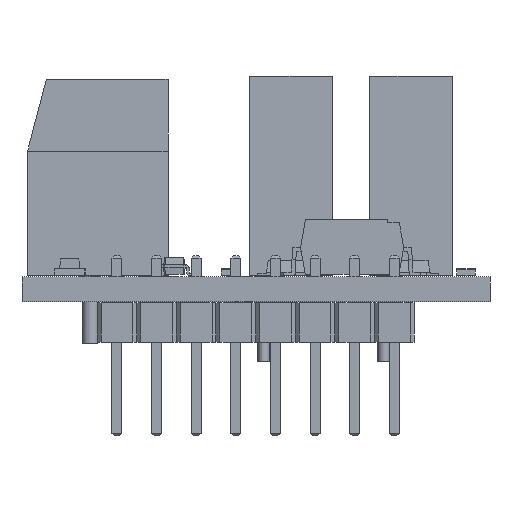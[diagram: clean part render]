
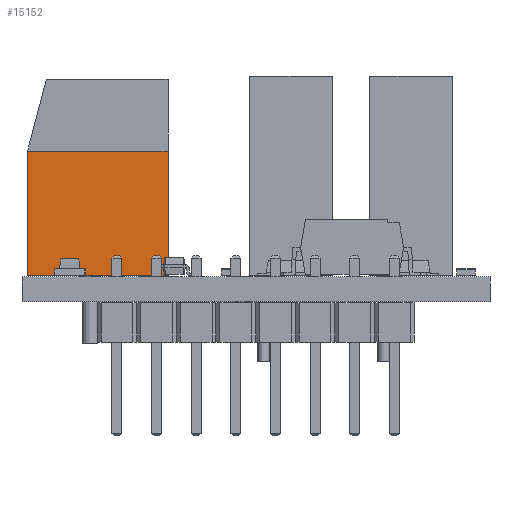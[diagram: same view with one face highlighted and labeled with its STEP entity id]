
A CAD part, front view. The second image highlights one B-rep face of the part: STEP entity #15152.
In plain terms, the highlighted face is planar.
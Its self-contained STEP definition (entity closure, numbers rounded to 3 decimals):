
#13072 = VERTEX_POINT('',#13073);
#13073 = CARTESIAN_POINT('',(5.,-4.,8.));
#13089 = PLANE('',#13090);
#13090 = AXIS2_PLACEMENT_3D('',#13091,#13092,#13093);
#13091 = CARTESIAN_POINT('',(5.,5.,8.));
#13092 = DIRECTION('',(1.,0.,0.));
#13093 = DIRECTION('',(0.,-1.,0.));
#13137 = PLANE('',#13138);
#13138 = AXIS2_PLACEMENT_3D('',#13139,#13140,#13141);
#13139 = CARTESIAN_POINT('',(5.,-4.,0.));
#13140 = DIRECTION('',(0.,-1.,0.));
#13141 = DIRECTION('',(-1.,0.,0.));
#13241 = PLANE('',#13242);
#13242 = AXIS2_PLACEMENT_3D('',#13243,#13244,#13245);
#13243 = CARTESIAN_POINT('',(-5.,5.,0.));
#13244 = DIRECTION('',(0.,1.,0.));
#13245 = DIRECTION('',(1.,0.,0.));
#13267 = PLANE('',#13268);
#13268 = AXIS2_PLACEMENT_3D('',#13269,#13270,#13271);
#13269 = CARTESIAN_POINT('',(0.,0.5,0.));
#13270 = DIRECTION('',(-0.,-0.,-1.));
#13271 = DIRECTION('',(-1.,0.,0.));
#13474 = VERTEX_POINT('',#13475);
#13475 = CARTESIAN_POINT('',(5.,5.,8.));
#13521 = EDGE_CURVE('',#13474,#13072,#13522,.T.);
#13522 = SURFACE_CURVE('',#13523,(#13527,#13534),.PCURVE_S1.);
#13523 = LINE('',#13524,#13525);
#13524 = CARTESIAN_POINT('',(5.,5.,8.));
#13525 = VECTOR('',#13526,1.);
#13526 = DIRECTION('',(0.,-1.,0.));
#13527 = PCURVE('',#13089,#13528);
#13528 = DEFINITIONAL_REPRESENTATION('',(#13529),#13533);
#13529 = LINE('',#13530,#13531);
#13530 = CARTESIAN_POINT('',(0.,0.));
#13531 = VECTOR('',#13532,1.);
#13532 = DIRECTION('',(1.,0.));
#13533 = ( GEOMETRIC_REPRESENTATION_CONTEXT(2) 
PARAMETRIC_REPRESENTATION_CONTEXT() REPRESENTATION_CONTEXT('2D SPACE',''
  ) );
#13534 = PCURVE('',#13535,#13540);
#13535 = PLANE('',#13536);
#13536 = AXIS2_PLACEMENT_3D('',#13537,#13538,#13539);
#13537 = CARTESIAN_POINT('',(5.,5.,0.));
#13538 = DIRECTION('',(1.,0.,0.));
#13539 = DIRECTION('',(0.,-1.,0.));
#13540 = DEFINITIONAL_REPRESENTATION('',(#13541),#13545);
#13541 = LINE('',#13542,#13543);
#13542 = CARTESIAN_POINT('',(0.,-8.));
#13543 = VECTOR('',#13544,1.);
#13544 = DIRECTION('',(1.,0.));
#13545 = ( GEOMETRIC_REPRESENTATION_CONTEXT(2) 
PARAMETRIC_REPRESENTATION_CONTEXT() REPRESENTATION_CONTEXT('2D SPACE',''
  ) );
#13554 = VERTEX_POINT('',#13555);
#13555 = CARTESIAN_POINT('',(5.,-4.,0.));
#13578 = EDGE_CURVE('',#13554,#13072,#13579,.T.);
#13579 = SURFACE_CURVE('',#13580,(#13584,#13591),.PCURVE_S1.);
#13580 = LINE('',#13581,#13582);
#13581 = CARTESIAN_POINT('',(5.,-4.,0.));
#13582 = VECTOR('',#13583,1.);
#13583 = DIRECTION('',(0.,0.,1.));
#13584 = PCURVE('',#13137,#13585);
#13585 = DEFINITIONAL_REPRESENTATION('',(#13586),#13590);
#13586 = LINE('',#13587,#13588);
#13587 = CARTESIAN_POINT('',(0.,-0.));
#13588 = VECTOR('',#13589,1.);
#13589 = DIRECTION('',(0.,-1.));
#13590 = ( GEOMETRIC_REPRESENTATION_CONTEXT(2) 
PARAMETRIC_REPRESENTATION_CONTEXT() REPRESENTATION_CONTEXT('2D SPACE',''
  ) );
#13591 = PCURVE('',#13535,#13592);
#13592 = DEFINITIONAL_REPRESENTATION('',(#13593),#13597);
#13593 = LINE('',#13594,#13595);
#13594 = CARTESIAN_POINT('',(9.,0.));
#13595 = VECTOR('',#13596,1.);
#13596 = DIRECTION('',(0.,-1.));
#13597 = ( GEOMETRIC_REPRESENTATION_CONTEXT(2) 
PARAMETRIC_REPRESENTATION_CONTEXT() REPRESENTATION_CONTEXT('2D SPACE',''
  ) );
#14032 = EDGE_CURVE('',#14033,#13474,#14035,.T.);
#14033 = VERTEX_POINT('',#14034);
#14034 = CARTESIAN_POINT('',(5.,5.,0.));
#14035 = SURFACE_CURVE('',#14036,(#14040,#14047),.PCURVE_S1.);
#14036 = LINE('',#14037,#14038);
#14037 = CARTESIAN_POINT('',(5.,5.,0.));
#14038 = VECTOR('',#14039,1.);
#14039 = DIRECTION('',(0.,0.,1.));
#14040 = PCURVE('',#13241,#14041);
#14041 = DEFINITIONAL_REPRESENTATION('',(#14042),#14046);
#14042 = LINE('',#14043,#14044);
#14043 = CARTESIAN_POINT('',(10.,0.));
#14044 = VECTOR('',#14045,1.);
#14045 = DIRECTION('',(0.,-1.));
#14046 = ( GEOMETRIC_REPRESENTATION_CONTEXT(2) 
PARAMETRIC_REPRESENTATION_CONTEXT() REPRESENTATION_CONTEXT('2D SPACE',''
  ) );
#14047 = PCURVE('',#13535,#14048);
#14048 = DEFINITIONAL_REPRESENTATION('',(#14049),#14053);
#14049 = LINE('',#14050,#14051);
#14050 = CARTESIAN_POINT('',(0.,0.));
#14051 = VECTOR('',#14052,1.);
#14052 = DIRECTION('',(0.,-1.));
#14053 = ( GEOMETRIC_REPRESENTATION_CONTEXT(2) 
PARAMETRIC_REPRESENTATION_CONTEXT() REPRESENTATION_CONTEXT('2D SPACE',''
  ) );
#14208 = EDGE_CURVE('',#14033,#13554,#14209,.T.);
#14209 = SURFACE_CURVE('',#14210,(#14214,#14221),.PCURVE_S1.);
#14210 = LINE('',#14211,#14212);
#14211 = CARTESIAN_POINT('',(5.,5.,0.));
#14212 = VECTOR('',#14213,1.);
#14213 = DIRECTION('',(0.,-1.,0.));
#14214 = PCURVE('',#13267,#14215);
#14215 = DEFINITIONAL_REPRESENTATION('',(#14216),#14220);
#14216 = LINE('',#14217,#14218);
#14217 = CARTESIAN_POINT('',(-5.,4.5));
#14218 = VECTOR('',#14219,1.);
#14219 = DIRECTION('',(0.,-1.));
#14220 = ( GEOMETRIC_REPRESENTATION_CONTEXT(2) 
PARAMETRIC_REPRESENTATION_CONTEXT() REPRESENTATION_CONTEXT('2D SPACE',''
  ) );
#14221 = PCURVE('',#13535,#14222);
#14222 = DEFINITIONAL_REPRESENTATION('',(#14223),#14227);
#14223 = LINE('',#14224,#14225);
#14224 = CARTESIAN_POINT('',(0.,0.));
#14225 = VECTOR('',#14226,1.);
#14226 = DIRECTION('',(1.,0.));
#14227 = ( GEOMETRIC_REPRESENTATION_CONTEXT(2) 
PARAMETRIC_REPRESENTATION_CONTEXT() REPRESENTATION_CONTEXT('2D SPACE',''
  ) );
#15152 = ADVANCED_FACE('',(#15153),#13535,.T.);
#15153 = FACE_BOUND('',#15154,.T.);
#15154 = EDGE_LOOP('',(#15155,#15156,#15157,#15158));
#15155 = ORIENTED_EDGE('',*,*,#14032,.T.);
#15156 = ORIENTED_EDGE('',*,*,#13521,.T.);
#15157 = ORIENTED_EDGE('',*,*,#13578,.F.);
#15158 = ORIENTED_EDGE('',*,*,#14208,.F.);
